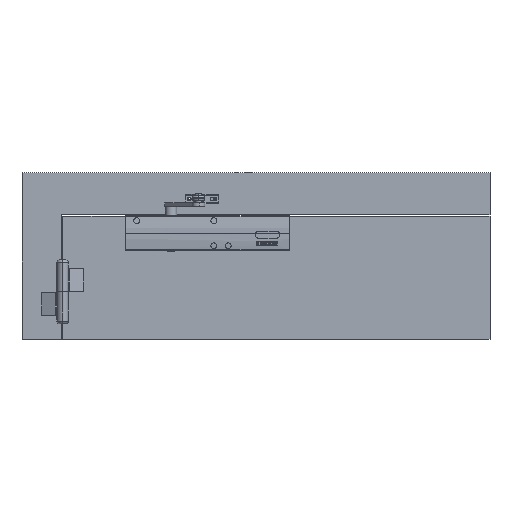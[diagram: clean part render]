
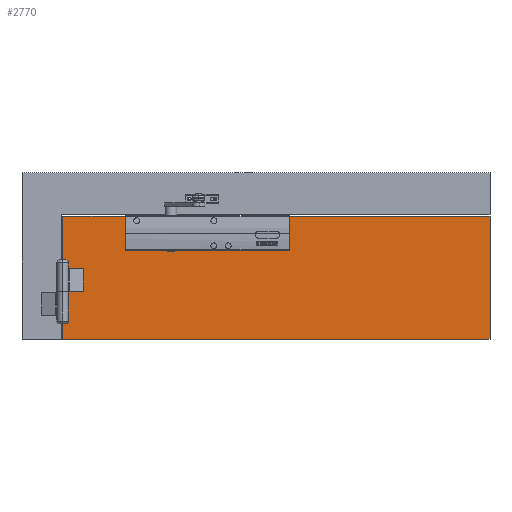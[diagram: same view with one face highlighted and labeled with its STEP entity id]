
A CAD part, top view. The second image highlights one B-rep face of the part: STEP entity #2770.
In plain terms, the highlighted planar face has unit normal (0, 0, 1).
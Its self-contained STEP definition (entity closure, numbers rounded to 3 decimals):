
#1400=CARTESIAN_POINT('',(-20.458,222.598,-322.5
));
#1410=DIRECTION('',(-0.,0.,1.));
#1420=DIRECTION('',(0.,-1.,0.));
#1430=AXIS2_PLACEMENT_3D('',#1400,#1410,#1420);
#1440=PLANE('',#1430);
#1450=CARTESIAN_POINT('',(-100.158,37.698,
-322.5));
#1460=DIRECTION('',(0.,0.,-1.));
#1470=DIRECTION('',(-1.,0.,0.));
#1480=AXIS2_PLACEMENT_3D('',#1450,#1460,#1470);
#1490=CIRCLE('',#1480,0.3);
#1500=CARTESIAN_POINT('',(-100.458,37.698,
-322.5));
#1510=VERTEX_POINT('',#1500);
#1520=CARTESIAN_POINT('',(-100.158,37.998,
-322.5));
#1530=VERTEX_POINT('',#1520);
#1540=EDGE_CURVE('',#1510,#1530,#1490,.T.);
#1550=ORIENTED_EDGE('',*,*,#1540,.T.);
#1560=CARTESIAN_POINT('',(-100.458,44.548,
-322.5));
#1570=DIRECTION('',(0.,-1.,0.));
#1580=VECTOR('',#1570,1.);
#1590=LINE('',#1560,#1580);
#1600=CARTESIAN_POINT('',(-100.458,-21.702,
-322.5));
#1610=VERTEX_POINT('',#1600);
#1620=EDGE_CURVE('',#1510,#1610,#1590,.T.);
#1630=ORIENTED_EDGE('',*,*,#1620,.F.);
#1640=CARTESIAN_POINT('',(-100.158,-21.702,
-322.5));
#1650=DIRECTION('',(0.,0.,-1.));
#1660=DIRECTION('',(-1.,0.,0.));
#1670=AXIS2_PLACEMENT_3D('',#1640,#1650,#1660);
#1680=CIRCLE('',#1670,0.3);
#1690=CARTESIAN_POINT('',(-100.158,-22.002,
-322.5));
#1700=VERTEX_POINT('',#1690);
#1710=EDGE_CURVE('',#1700,#1610,#1680,.T.);
#1720=ORIENTED_EDGE('',*,*,#1710,.T.);
#1730=CARTESIAN_POINT('',(-20.458,-22.002,
-322.5));
#1740=DIRECTION('',(1.,0.,0.));
#1750=VECTOR('',#1740,1.);
#1760=LINE('',#1730,#1750);
#1770=CARTESIAN_POINT('',(186.242,-22.002,
-322.5));
#1780=VERTEX_POINT('',#1770);
#1790=EDGE_CURVE('',#1700,#1780,#1760,.T.);
#1800=ORIENTED_EDGE('',*,*,#1790,.F.);
#1810=CARTESIAN_POINT('',(186.242,-21.702,
-322.5));
#1820=DIRECTION('',(0.,0.,-1.));
#1830=DIRECTION('',(-1.,0.,0.));
#1840=AXIS2_PLACEMENT_3D('',#1810,#1820,#1830);
#1850=CIRCLE('',#1840,0.3);
#1860=CARTESIAN_POINT('',(186.542,-21.702,
-322.5));
#1870=VERTEX_POINT('',#1860);
#1880=EDGE_CURVE('',#1870,#1780,#1850,.T.);
#1890=ORIENTED_EDGE('',*,*,#1880,.T.);
#1900=CARTESIAN_POINT('',(186.542,44.548,
-322.5));
#1910=DIRECTION('',(0.,1.,0.));
#1920=VECTOR('',#1910,1.);
#1930=LINE('',#1900,#1920);
#1940=CARTESIAN_POINT('',(186.542,37.698,
-322.5));
#1950=VERTEX_POINT('',#1940);
#1960=EDGE_CURVE('',#1870,#1950,#1930,.T.);
#1970=ORIENTED_EDGE('',*,*,#1960,.F.);
#1980=CARTESIAN_POINT('',(186.242,37.698,
-322.5));
#1990=DIRECTION('',(0.,0.,-1.));
#2000=DIRECTION('',(-1.,0.,0.));
#2010=AXIS2_PLACEMENT_3D('',#1980,#1990,#2000);
#2020=CIRCLE('',#2010,0.3);
#2030=CARTESIAN_POINT('',(186.242,37.998,
-322.5));
#2040=VERTEX_POINT('',#2030);
#2050=EDGE_CURVE('',#2040,#1950,#2020,.T.);
#2060=ORIENTED_EDGE('',*,*,#2050,.T.);
#2070=CARTESIAN_POINT('',(-20.458,37.998,
-322.5));
#2080=DIRECTION('',(-1.,0.,0.));
#2090=VECTOR('',#2080,1.);
#2100=LINE('',#2070,#2090);
#2110=CARTESIAN_POINT('',(538.042,37.998,
-322.5));
#2120=VERTEX_POINT('',#2110);
#2130=EDGE_CURVE('',#2120,#2040,#2100,.T.);
#2140=ORIENTED_EDGE('',*,*,#2130,.T.);
#2150=CARTESIAN_POINT('',(538.042,44.548,
-322.5));
#2160=DIRECTION('',(0.,1.,0.));
#2170=VECTOR('',#2160,1.);
#2180=LINE('',#2150,#2170);
#2190=CARTESIAN_POINT('',(538.042,-177.402,-322.5
));
#2200=VERTEX_POINT('',#2190);
#2210=EDGE_CURVE('',#2200,#2120,#2180,.T.);
#2220=ORIENTED_EDGE('',*,*,#2210,.T.);
#2230=CARTESIAN_POINT('',(-20.458,-177.402,
-322.5));
#2240=DIRECTION('',(-1.,0.,0.));
#2250=VECTOR('',#2240,1.);
#2260=LINE('',#2230,#2250);
#2270=CARTESIAN_POINT('',(-210.458,-177.402,
-322.5));
#2280=VERTEX_POINT('',#2270);
#2290=EDGE_CURVE('',#2200,#2280,#2260,.T.);
#2300=ORIENTED_EDGE('',*,*,#2290,.F.);
#2310=CARTESIAN_POINT('',(-210.458,44.548,
-322.5));
#2320=DIRECTION('',(0.,-1.,0.));
#2330=VECTOR('',#2320,1.);
#2340=LINE('',#2310,#2330);
#2350=CARTESIAN_POINT('',(-210.458,37.998,
-322.5));
#2360=VERTEX_POINT('',#2350);
#2370=EDGE_CURVE('',#2360,#2280,#2340,.T.);
#2380=ORIENTED_EDGE('',*,*,#2370,.T.);
#2390=EDGE_CURVE('',#1530,#2360,#2100,.T.);
#2400=ORIENTED_EDGE('',*,*,#2390,.T.);
#2410=EDGE_LOOP('',(#2400,#2380,#2300,#2220,#2140,#2060,#1970,#1890,
#1800,#1720,#1630,#1550));
#2420=FACE_OUTER_BOUND('',#2410,.T.);
#2430=CARTESIAN_POINT('',(-20.458,-93.65,
-322.5));
#2440=DIRECTION('',(1.,0.,0.));
#2450=VECTOR('',#2440,1.);
#2460=LINE('',#2430,#2450);
#2470=CARTESIAN_POINT('',(-206.458,-93.65,
-322.5));
#2480=VERTEX_POINT('',#2470);
#2490=CARTESIAN_POINT('',(-174.458,-93.65,
-322.5));
#2500=VERTEX_POINT('',#2490);
#2510=EDGE_CURVE('',#2480,#2500,#2460,.T.);
#2520=ORIENTED_EDGE('',*,*,#2510,.F.);
#2530=CARTESIAN_POINT('',(-174.458,44.548,
-322.5));
#2540=DIRECTION('',(0.,1.,0.));
#2550=VECTOR('',#2540,1.);
#2560=LINE('',#2530,#2550);
#2570=CARTESIAN_POINT('',(-174.458,-53.65,
-322.5));
#2580=VERTEX_POINT('',#2570);
#2590=EDGE_CURVE('',#2500,#2580,#2560,.T.);
#2600=ORIENTED_EDGE('',*,*,#2590,.F.);
#2610=CARTESIAN_POINT('',(-20.458,-53.65,
-322.5));
#2620=DIRECTION('',(-1.,0.,0.));
#2630=VECTOR('',#2620,1.);
#2640=LINE('',#2610,#2630);
#2650=CARTESIAN_POINT('',(-206.458,-53.65,
-322.5));
#2660=VERTEX_POINT('',#2650);
#2670=EDGE_CURVE('',#2580,#2660,#2640,.T.);
#2680=ORIENTED_EDGE('',*,*,#2670,.F.);
#2690=CARTESIAN_POINT('',(-206.458,44.548,
-322.5));
#2700=DIRECTION('',(0.,-1.,0.));
#2710=VECTOR('',#2700,1.);
#2720=LINE('',#2690,#2710);
#2730=EDGE_CURVE('',#2660,#2480,#2720,.T.);
#2740=ORIENTED_EDGE('',*,*,#2730,.F.);
#2750=EDGE_LOOP('',(#2740,#2680,#2600,#2520));
#2760=FACE_BOUND('',#2750,.T.);
#2770=ADVANCED_FACE('',(#2420,#2760),#1440,.T.);
